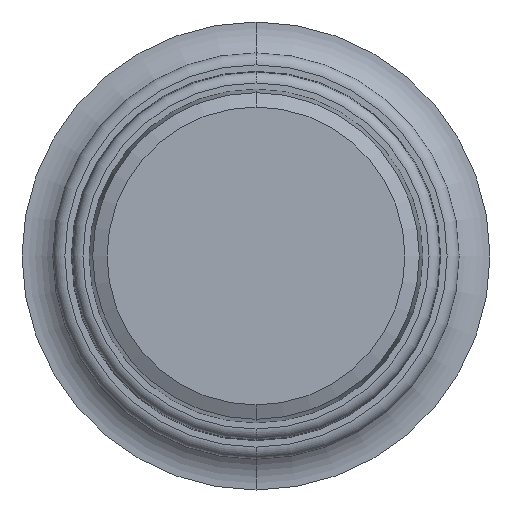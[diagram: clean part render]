
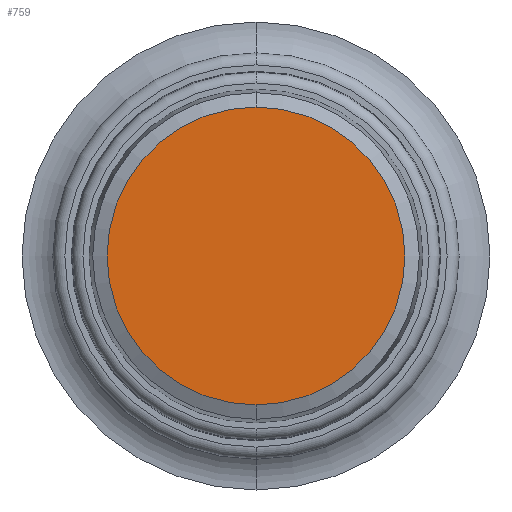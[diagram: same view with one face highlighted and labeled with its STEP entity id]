
A CAD part, front view. The second image highlights one B-rep face of the part: STEP entity #759.
In plain terms, the highlighted planar face has unit normal (0, -1, 0).
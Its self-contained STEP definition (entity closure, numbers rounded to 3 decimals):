
#6 = VERTEX_POINT ( 'NONE', #344 ) ;
#96 = AXIS2_PLACEMENT_3D ( 'NONE', #743, #353, #476 ) ;
#180 = DIRECTION ( 'NONE',  ( 0., 0., 1. ) ) ;
#192 = AXIS2_PLACEMENT_3D ( 'NONE', #454, #667, #735 ) ;
#206 = EDGE_CURVE ( 'NONE', #708, #6, #370, .T. ) ;
#233 = DIRECTION ( 'NONE',  ( 0., 1., 0. ) ) ;
#340 = EDGE_LOOP ( 'NONE', ( #420, #605 ) ) ;
#344 = CARTESIAN_POINT ( 'NONE',  ( 0., 0., -436. ) ) ;
#353 = DIRECTION ( 'NONE',  ( 0., 1., 0. ) ) ;
#370 = CIRCLE ( 'NONE', #620, 436. ) ;
#381 = CARTESIAN_POINT ( 'NONE',  ( 0., 0., 436. ) ) ;
#420 = ORIENTED_EDGE ( 'NONE', *, *, #206, .F. ) ;
#454 = CARTESIAN_POINT ( 'NONE',  ( 452.126, 0., 0. ) ) ;
#458 = FACE_OUTER_BOUND ( 'NONE', #340, .T. ) ;
#471 = CIRCLE ( 'NONE', #96, 436. ) ;
#476 = DIRECTION ( 'NONE',  ( 0., 0., 1. ) ) ;
#547 = EDGE_CURVE ( 'NONE', #6, #708, #471, .T. ) ;
#587 = CARTESIAN_POINT ( 'NONE',  ( 0., 0., 0. ) ) ;
#605 = ORIENTED_EDGE ( 'NONE', *, *, #547, .F. ) ;
#620 = AXIS2_PLACEMENT_3D ( 'NONE', #587, #233, #180 ) ;
#667 = DIRECTION ( 'NONE',  ( 0., 1., 0. ) ) ;
#708 = VERTEX_POINT ( 'NONE', #381 ) ;
#735 = DIRECTION ( 'NONE',  ( 0., 0., 1. ) ) ;
#743 = CARTESIAN_POINT ( 'NONE',  ( 0., 0., 0. ) ) ;
#759 = ADVANCED_FACE ( 'NONE', ( #458 ), #871, .F. ) ;
#871 = PLANE ( 'NONE',  #192 ) ;
